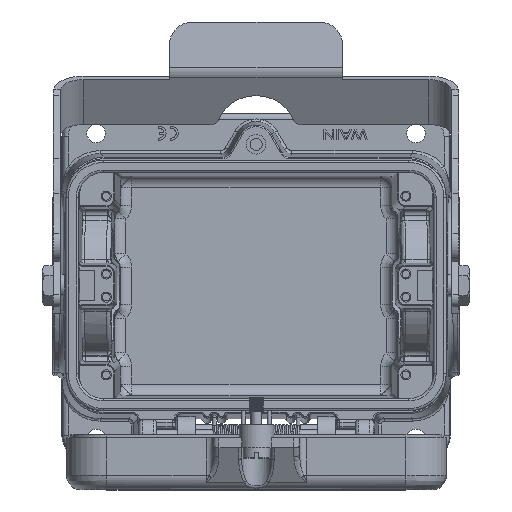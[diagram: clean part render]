
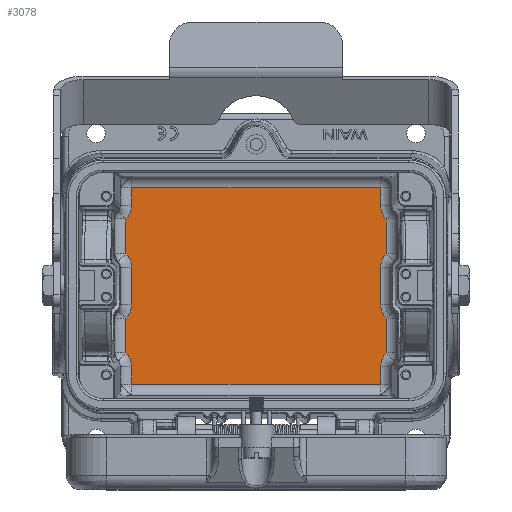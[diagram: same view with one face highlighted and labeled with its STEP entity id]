
A CAD part, top view. The second image highlights one B-rep face of the part: STEP entity #3078.
In plain terms, the highlighted planar face has unit normal (0, 0, 1).
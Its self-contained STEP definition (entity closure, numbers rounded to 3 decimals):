
#1779=FACE_OUTER_BOUND('',#6959,.T.);
#2212=ELLIPSE('',#17161,6.504,6.5);
#2225=ELLIPSE('',#17216,6.504,6.5);
#2250=ELLIPSE('',#17297,6.504,6.5);
#2251=ELLIPSE('',#17300,6.504,6.5);
#2254=ELLIPSE('',#17307,6.504,6.5);
#2281=ELLIPSE('',#17403,6.504,6.5);
#2392=ELLIPSE('',#17810,6.504,6.5);
#2401=ELLIPSE('',#17847,6.504,6.5);
#3078=ADVANCED_FACE('',(#1779),#3626,.T.);
#3626=PLANE('',#17848);
#4151=LINE('',#25855,#5274);
#4180=LINE('',#26085,#5303);
#4196=LINE('',#26478,#5319);
#4198=LINE('',#26488,#5321);
#4200=LINE('',#26496,#5323);
#4219=LINE('',#26954,#5342);
#4221=LINE('',#26977,#5344);
#4233=LINE('',#27425,#5356);
#4234=LINE('',#27431,#5357);
#4259=LINE('',#28111,#5382);
#4483=LINE('',#31079,#5606);
#4484=LINE('',#31098,#5607);
#5274=VECTOR('',#19790,1.);
#5303=VECTOR('',#19927,1.);
#5319=VECTOR('',#20003,1.);
#5321=VECTOR('',#20015,1.);
#5323=VECTOR('',#20023,1.);
#5342=VECTOR('',#20134,1.);
#5344=VECTOR('',#20150,1.);
#5356=VECTOR('',#20234,1.);
#5357=VECTOR('',#20241,1.);
#5382=VECTOR('',#20380,1.);
#5606=VECTOR('',#21476,1.);
#5607=VECTOR('',#21487,1.);
#6959=EDGE_LOOP('',(#10392,#10393,#10394,#10395,#10396,#10397,#10398,#10399,
#10400,#10401,#10402,#10403,#10404,#10405,#10406,#10407,#10408,#10409,#10410,
#10411));
#10392=ORIENTED_EDGE('',*,*,#15253,.F.);
#10393=ORIENTED_EDGE('',*,*,#15206,.F.);
#10394=ORIENTED_EDGE('',*,*,#15257,.F.);
#10395=ORIENTED_EDGE('',*,*,#14632,.F.);
#10396=ORIENTED_EDGE('',*,*,#14629,.F.);
#10397=ORIENTED_EDGE('',*,*,#14709,.F.);
#10398=ORIENTED_EDGE('',*,*,#14713,.F.);
#10399=ORIENTED_EDGE('',*,*,#14567,.F.);
#10400=ORIENTED_EDGE('',*,*,#14572,.F.);
#10401=ORIENTED_EDGE('',*,*,#14575,.F.);
#10402=ORIENTED_EDGE('',*,*,#14579,.F.);
#10403=ORIENTED_EDGE('',*,*,#14560,.F.);
#10404=ORIENTED_EDGE('',*,*,#14507,.F.);
#10405=ORIENTED_EDGE('',*,*,#14503,.F.);
#10406=ORIENTED_EDGE('',*,*,#14498,.F.);
#10407=ORIENTED_EDGE('',*,*,#14382,.F.);
#10408=ORIENTED_EDGE('',*,*,#14453,.F.);
#10409=ORIENTED_EDGE('',*,*,#14449,.F.);
#10410=ORIENTED_EDGE('',*,*,#14389,.F.);
#10411=ORIENTED_EDGE('',*,*,#15256,.F.);
#12681=VERTEX_POINT('',#25752);
#12684=VERTEX_POINT('',#25757);
#12687=VERTEX_POINT('',#25852);
#12688=VERTEX_POINT('',#25854);
#12732=VERTEX_POINT('',#26068);
#12753=VERTEX_POINT('',#26479);
#12755=VERTEX_POINT('',#26486);
#12757=VERTEX_POINT('',#26492);
#12792=VERTEX_POINT('',#26838);
#12798=VERTEX_POINT('',#26932);
#12799=VERTEX_POINT('',#26934);
#12802=VERTEX_POINT('',#26953);
#12803=VERTEX_POINT('',#26958);
#12829=VERTEX_POINT('',#27424);
#12830=VERTEX_POINT('',#27426);
#12832=VERTEX_POINT('',#27432);
#12873=VERTEX_POINT('',#28092);
#13135=VERTEX_POINT('',#30581);
#13136=VERTEX_POINT('',#30583);
#13156=VERTEX_POINT('',#31080);
#14382=EDGE_CURVE('',#12684,#12681,#2212,.T.);
#14389=EDGE_CURVE('',#12688,#12687,#4151,.T.);
#14449=EDGE_CURVE('',#12687,#12732,#2225,.T.);
#14453=EDGE_CURVE('',#12732,#12684,#4180,.T.);
#14498=EDGE_CURVE('',#12681,#12753,#4196,.T.);
#14503=EDGE_CURVE('',#12753,#12755,#4198,.T.);
#14507=EDGE_CURVE('',#12755,#12757,#4200,.T.);
#14560=EDGE_CURVE('',#12757,#12792,#2250,.T.);
#14567=EDGE_CURVE('',#12798,#12799,#2251,.T.);
#14572=EDGE_CURVE('',#12802,#12798,#4219,.T.);
#14575=EDGE_CURVE('',#12803,#12802,#2254,.T.);
#14579=EDGE_CURVE('',#12792,#12803,#4221,.T.);
#14629=EDGE_CURVE('',#12829,#12830,#4233,.T.);
#14632=EDGE_CURVE('',#12830,#12832,#4234,.T.);
#14709=EDGE_CURVE('',#12873,#12829,#2281,.T.);
#14713=EDGE_CURVE('',#12799,#12873,#4259,.T.);
#15206=EDGE_CURVE('',#13135,#13136,#2392,.T.);
#15253=EDGE_CURVE('',#13136,#13156,#4483,.T.);
#15256=EDGE_CURVE('',#13156,#12688,#2401,.T.);
#15257=EDGE_CURVE('',#12832,#13135,#4484,.T.);
#17161=AXIS2_PLACEMENT_3D('',#25758,#19780,#19781);
#17216=AXIS2_PLACEMENT_3D('',#26067,#19918,#19919);
#17297=AXIS2_PLACEMENT_3D('',#26837,#20119,#20120);
#17300=AXIS2_PLACEMENT_3D('',#26933,#20125,#20126);
#17307=AXIS2_PLACEMENT_3D('',#26959,#20141,#20142);
#17403=AXIS2_PLACEMENT_3D('',#28093,#20371,#20372);
#17810=AXIS2_PLACEMENT_3D('',#30582,#21399,#21400);
#17847=AXIS2_PLACEMENT_3D('',#31085,#21485,#21486);
#17848=AXIS2_PLACEMENT_3D('',#31099,#21488,#21489);
#19780=DIRECTION('',(0.,0.,1.));
#19781=DIRECTION('',(-0.707,0.707,0.));
#19790=DIRECTION('',(0.,-1.,0.));
#19918=DIRECTION('',(0.,0.,1.));
#19919=DIRECTION('',(-0.707,-0.707,0.));
#19927=DIRECTION('',(0.,-1.,0.));
#20003=DIRECTION('',(0.,-1.,0.));
#20015=DIRECTION('',(-1.,0.,0.));
#20023=DIRECTION('',(0.,1.,0.));
#20119=DIRECTION('',(0.,0.,1.));
#20120=DIRECTION('',(0.707,0.707,0.));
#20125=DIRECTION('',(0.,0.,1.));
#20126=DIRECTION('',(0.707,0.707,0.));
#20134=DIRECTION('',(0.,1.,0.));
#20141=DIRECTION('',(0.,0.,1.));
#20142=DIRECTION('',(0.707,-0.707,0.));
#20150=DIRECTION('',(0.,1.,0.));
#20234=DIRECTION('',(0.,1.,0.));
#20241=DIRECTION('',(1.,0.,0.));
#20371=DIRECTION('',(0.,0.,1.));
#20372=DIRECTION('',(0.707,-0.707,0.));
#20380=DIRECTION('',(0.,1.,0.));
#21399=DIRECTION('',(0.,0.,1.));
#21400=DIRECTION('',(-0.707,-0.707,0.));
#21476=DIRECTION('',(0.,-1.,0.));
#21485=DIRECTION('',(0.,0.,1.));
#21486=DIRECTION('',(-0.707,0.707,0.));
#21487=DIRECTION('',(0.,-1.,0.));
#21488=DIRECTION('',(0.,0.,1.));
#21489=DIRECTION('',(0.,-1.,0.));
#25752=CARTESIAN_POINT('',(200.825,60.081,70.437));
#25757=CARTESIAN_POINT('',(202.825,64.771,70.437));
#25758=CARTESIAN_POINT('',(207.327,60.077,70.437));
#25852=CARTESIAN_POINT('',(200.825,81.489,70.437));
#25854=CARTESIAN_POINT('',(200.825,94.581,70.437));
#25855=CARTESIAN_POINT('',(200.825,81.072,70.437));
#26067=CARTESIAN_POINT('',(207.327,81.494,70.437));
#26068=CARTESIAN_POINT('',(202.825,76.799,70.437));
#26085=CARTESIAN_POINT('',(202.825,57.981,70.437));
#26478=CARTESIAN_POINT('',(200.825,88.035,70.437));
#26479=CARTESIAN_POINT('',(200.825,53.862,70.437));
#26486=CARTESIAN_POINT('',(114.413,53.862,70.437));
#26488=CARTESIAN_POINT('',(92.565,53.862,70.437));
#26492=CARTESIAN_POINT('',(114.413,60.081,70.437));
#26496=CARTESIAN_POINT('',(114.413,60.498,70.437));
#26837=CARTESIAN_POINT('',(107.91,60.077,70.437));
#26838=CARTESIAN_POINT('',(112.413,64.771,70.437));
#26932=CARTESIAN_POINT('',(114.413,94.581,70.437));
#26933=CARTESIAN_POINT('',(107.91,94.577,70.437));
#26934=CARTESIAN_POINT('',(112.413,99.271,70.437));
#26953=CARTESIAN_POINT('',(114.413,81.489,70.437));
#26954=CARTESIAN_POINT('',(114.413,94.998,70.437));
#26958=CARTESIAN_POINT('',(112.413,76.799,70.437));
#26959=CARTESIAN_POINT('',(107.91,81.494,70.437));
#26977=CARTESIAN_POINT('',(112.413,88.035,70.437));
#27424=CARTESIAN_POINT('',(114.413,115.989,70.437));
#27425=CARTESIAN_POINT('',(114.413,115.56,70.437));
#27426=CARTESIAN_POINT('',(114.412,122.208,70.437));
#27431=CARTESIAN_POINT('',(157.619,122.208,70.437));
#27432=CARTESIAN_POINT('',(200.825,122.208,70.437));
#28092=CARTESIAN_POINT('',(112.413,111.299,70.437));
#28093=CARTESIAN_POINT('',(107.91,115.994,70.437));
#28111=CARTESIAN_POINT('',(112.413,88.035,70.437));
#30581=CARTESIAN_POINT('',(200.825,115.989,70.437));
#30582=CARTESIAN_POINT('',(207.327,115.994,70.437));
#30583=CARTESIAN_POINT('',(202.825,111.299,70.437));
#31079=CARTESIAN_POINT('',(202.825,88.035,70.437));
#31080=CARTESIAN_POINT('',(202.825,99.271,70.437));
#31085=CARTESIAN_POINT('',(207.327,94.577,70.437));
#31098=CARTESIAN_POINT('',(200.825,115.572,70.437));
#31099=CARTESIAN_POINT('',(157.619,88.035,70.437));
